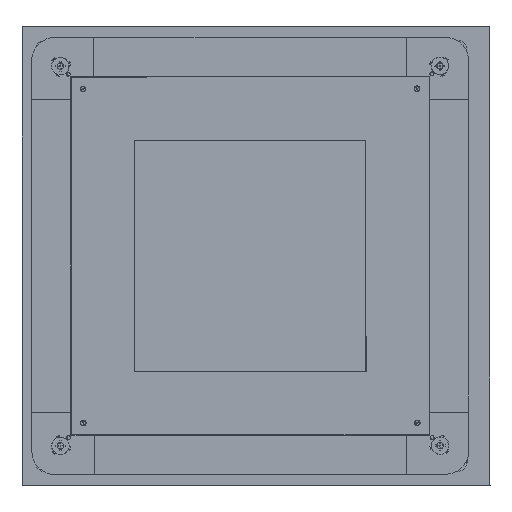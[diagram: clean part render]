
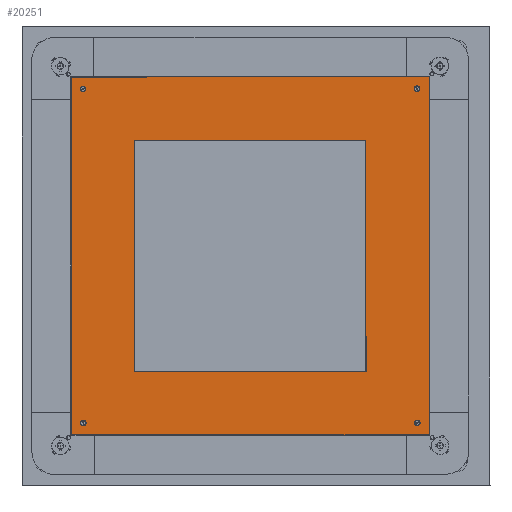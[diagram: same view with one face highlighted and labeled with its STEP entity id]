
A CAD part, top view. The second image highlights one B-rep face of the part: STEP entity #20251.
In plain terms, the highlighted face is planar.
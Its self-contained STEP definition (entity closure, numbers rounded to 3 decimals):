
#801 = ORIENTED_EDGE ( 'NONE', *, *, #2745, .T. ) ;
#1004 = CARTESIAN_POINT ( 'NONE',  ( -191.25, 0., 191.25 ) ) ;
#1143 = AXIS2_PLACEMENT_3D ( 'NONE', #64248, #34384, #4603 ) ;
#1447 = DIRECTION ( 'NONE',  ( 0., 1., 0. ) ) ;
#2234 = LINE ( 'NONE', #61521, #13908 ) ;
#2539 = DIRECTION ( 'NONE',  ( 0., 0., -1. ) ) ;
#2745 = EDGE_CURVE ( 'NONE', #41036, #56748, #45343, .T. ) ;
#3059 = CARTESIAN_POINT ( 'NONE',  ( 178.5, 0., -181.15 ) ) ;
#3135 = VERTEX_POINT ( 'NONE', #8723 ) ;
#4603 = DIRECTION ( 'NONE',  ( 0., 0., -1. ) ) ;
#4724 = ORIENTED_EDGE ( 'NONE', *, *, #27216, .F. ) ;
#4861 = VERTEX_POINT ( 'NONE', #3059 ) ;
#6442 = VERTEX_POINT ( 'NONE', #19751 ) ;
#7036 = CIRCLE ( 'NONE', #33854, 2.65 ) ;
#8007 = LINE ( 'NONE', #58459, #22828 ) ;
#8451 = ORIENTED_EDGE ( 'NONE', *, *, #20392, .F. ) ;
#8723 = CARTESIAN_POINT ( 'NONE',  ( -123.75, 0., -123.75 ) ) ;
#8744 = VECTOR ( 'NONE', #19871, 1000. ) ;
#8815 = EDGE_CURVE ( 'NONE', #34988, #41036, #62908, .T. ) ;
#10151 = ORIENTED_EDGE ( 'NONE', *, *, #34126, .F. ) ;
#10963 = ORIENTED_EDGE ( 'NONE', *, *, #19770, .F. ) ;
#11450 = CARTESIAN_POINT ( 'NONE',  ( 123.75, 0., -123.75 ) ) ;
#11527 = CARTESIAN_POINT ( 'NONE',  ( 123.75, 0., -123.75 ) ) ;
#11585 = CARTESIAN_POINT ( 'NONE',  ( -178.5, 0., 181.15 ) ) ;
#11608 = EDGE_CURVE ( 'NONE', #21430, #54715, #39965, .T. ) ;
#11614 = DIRECTION ( 'NONE',  ( 0., 0., 1. ) ) ;
#12373 = FACE_BOUND ( 'NONE', #13026, .T. ) ;
#12618 = CARTESIAN_POINT ( 'NONE',  ( -178.5, 0., 178.5 ) ) ;
#13026 = EDGE_LOOP ( 'NONE', ( #34304, #45214 ) ) ;
#13160 = CARTESIAN_POINT ( 'NONE',  ( 178.5, 0., 178.5 ) ) ;
#13849 = ORIENTED_EDGE ( 'NONE', *, *, #46550, .F. ) ;
#13908 = VECTOR ( 'NONE', #11614, 1000. ) ;
#13956 = FACE_BOUND ( 'NONE', #57392, .T. ) ;
#13977 = ORIENTED_EDGE ( 'NONE', *, *, #8815, .T. ) ;
#14138 = CARTESIAN_POINT ( 'NONE',  ( -178.5, 0., -175.85 ) ) ;
#14413 = EDGE_CURVE ( 'NONE', #3135, #21430, #2234, .T. ) ;
#14807 = CARTESIAN_POINT ( 'NONE',  ( -191.25, 0., -191.25 ) ) ;
#15670 = CARTESIAN_POINT ( 'NONE',  ( 123.75, 0., 123.75 ) ) ;
#16316 = DIRECTION ( 'NONE',  ( 0., 1., 0. ) ) ;
#17114 = LINE ( 'NONE', #11527, #30299 ) ;
#17641 = DIRECTION ( 'NONE',  ( 0., 0., -1. ) ) ;
#17827 = CIRCLE ( 'NONE', #47099, 2.65 ) ;
#17948 = EDGE_CURVE ( 'NONE', #56748, #36451, #57100, .T. ) ;
#18149 = DIRECTION ( 'NONE',  ( 0., 0., 1. ) ) ;
#19751 = CARTESIAN_POINT ( 'NONE',  ( 178.5, 0., -175.85 ) ) ;
#19770 = EDGE_CURVE ( 'NONE', #54715, #54632, #64528, .T. ) ;
#19788 = AXIS2_PLACEMENT_3D ( 'NONE', #12618, #47473, #17641 ) ;
#19871 = DIRECTION ( 'NONE',  ( 0., 0., -1. ) ) ;
#19943 = VERTEX_POINT ( 'NONE', #14138 ) ;
#20251 = ADVANCED_FACE ( 'NONE', ( #13956, #27176, #25618, #52119, #12373, #63787 ), #26484, .T. ) ;
#20392 = EDGE_CURVE ( 'NONE', #6442, #4861, #17827, .T. ) ;
#20644 = DIRECTION ( 'NONE',  ( 0., 1., 0. ) ) ;
#20906 = VERTEX_POINT ( 'NONE', #11585 ) ;
#21067 = ORIENTED_EDGE ( 'NONE', *, *, #11608, .F. ) ;
#21430 = VERTEX_POINT ( 'NONE', #36115 ) ;
#22828 = VECTOR ( 'NONE', #63447, 1000. ) ;
#23194 = VECTOR ( 'NONE', #43000, 1000. ) ;
#23429 = CIRCLE ( 'NONE', #1143, 2.65 ) ;
#24817 = DIRECTION ( 'NONE',  ( -1., 0., 0. ) ) ;
#25436 = CARTESIAN_POINT ( 'NONE',  ( -178.5, 0., 175.85 ) ) ;
#25618 = FACE_BOUND ( 'NONE', #26049, .T. ) ;
#26049 = EDGE_LOOP ( 'NONE', ( #10151, #40249 ) ) ;
#26077 = AXIS2_PLACEMENT_3D ( 'NONE', #46138, #16316, #51148 ) ;
#26484 = PLANE ( 'NONE',  #37030 ) ;
#26689 = DIRECTION ( 'NONE',  ( 0., 1., 0. ) ) ;
#27176 = FACE_BOUND ( 'NONE', #44489, .T. ) ;
#27216 = EDGE_CURVE ( 'NONE', #39979, #20906, #23429, .T. ) ;
#28203 = CARTESIAN_POINT ( 'NONE',  ( -191.25, 0., 191.25 ) ) ;
#28264 = CARTESIAN_POINT ( 'NONE',  ( 191.25, 0., 191.25 ) ) ;
#29249 = EDGE_LOOP ( 'NONE', ( #30208, #13977, #801, #54363 ) ) ;
#30208 = ORIENTED_EDGE ( 'NONE', *, *, #62474, .T. ) ;
#30293 = CIRCLE ( 'NONE', #52494, 2.65 ) ;
#30299 = VECTOR ( 'NONE', #51405, 1000. ) ;
#30560 = VECTOR ( 'NONE', #24817, 1000. ) ;
#31094 = EDGE_CURVE ( 'NONE', #4861, #6442, #62758, .T. ) ;
#31219 = CARTESIAN_POINT ( 'NONE',  ( 178.5, 0., 178.5 ) ) ;
#31468 = DIRECTION ( 'NONE',  ( 0., 0., 1. ) ) ;
#32327 = DIRECTION ( 'NONE',  ( 0., 1., 0. ) ) ;
#33854 = AXIS2_PLACEMENT_3D ( 'NONE', #31219, #1447, #36215 ) ;
#34126 = EDGE_CURVE ( 'NONE', #45943, #49771, #30293, .T. ) ;
#34304 = ORIENTED_EDGE ( 'NONE', *, *, #50588, .F. ) ;
#34384 = DIRECTION ( 'NONE',  ( 0., 1., 0. ) ) ;
#34832 = CARTESIAN_POINT ( 'NONE',  ( 191.25, 0., -191.25 ) ) ;
#34890 = AXIS2_PLACEMENT_3D ( 'NONE', #56535, #26689, #61571 ) ;
#34988 = VERTEX_POINT ( 'NONE', #1004 ) ;
#36115 = CARTESIAN_POINT ( 'NONE',  ( -123.75, 0., 123.75 ) ) ;
#36215 = DIRECTION ( 'NONE',  ( 0., 0., 1. ) ) ;
#36451 = VERTEX_POINT ( 'NONE', #53320 ) ;
#36466 = ORIENTED_EDGE ( 'NONE', *, *, #14413, .F. ) ;
#36607 = CARTESIAN_POINT ( 'NONE',  ( 191.25, 0., -191.25 ) ) ;
#36643 = CARTESIAN_POINT ( 'NONE',  ( 123.75, 0., 123.75 ) ) ;
#36834 = VECTOR ( 'NONE', #55534, 1000. ) ;
#37030 = AXIS2_PLACEMENT_3D ( 'NONE', #56333, #61369, #31468 ) ;
#37260 = CIRCLE ( 'NONE', #60726, 2.65 ) ;
#37814 = CARTESIAN_POINT ( 'NONE',  ( 123.75, 0., -123.75 ) ) ;
#39242 = EDGE_CURVE ( 'NONE', #20906, #39979, #53819, .T. ) ;
#39965 = LINE ( 'NONE', #15670, #36834 ) ;
#39979 = VERTEX_POINT ( 'NONE', #25436 ) ;
#40006 = EDGE_CURVE ( 'NONE', #47735, #19943, #37260, .T. ) ;
#40249 = ORIENTED_EDGE ( 'NONE', *, *, #46174, .F. ) ;
#41036 = VERTEX_POINT ( 'NONE', #28264 ) ;
#43000 = DIRECTION ( 'NONE',  ( 1., 0., 0. ) ) ;
#44489 = EDGE_LOOP ( 'NONE', ( #8451, #61575 ) ) ;
#45214 = ORIENTED_EDGE ( 'NONE', *, *, #40006, .F. ) ;
#45343 = LINE ( 'NONE', #34832, #8744 ) ;
#45943 = VERTEX_POINT ( 'NONE', #53958 ) ;
#46138 = CARTESIAN_POINT ( 'NONE',  ( 178.5, 0., -178.5 ) ) ;
#46174 = EDGE_CURVE ( 'NONE', #49771, #45943, #7036, .T. ) ;
#46550 = EDGE_CURVE ( 'NONE', #54632, #3135, #17114, .T. ) ;
#47099 = AXIS2_PLACEMENT_3D ( 'NONE', #62202, #32327, #2539 ) ;
#47473 = DIRECTION ( 'NONE',  ( 0., 1., 0. ) ) ;
#47735 = VERTEX_POINT ( 'NONE', #58644 ) ;
#47970 = DIRECTION ( 'NONE',  ( 0., 1., 0. ) ) ;
#48479 = CIRCLE ( 'NONE', #34890, 2.65 ) ;
#49727 = VECTOR ( 'NONE', #57689, 1000. ) ;
#49771 = VERTEX_POINT ( 'NONE', #59712 ) ;
#50465 = CARTESIAN_POINT ( 'NONE',  ( -178.5, 0., -178.5 ) ) ;
#50588 = EDGE_CURVE ( 'NONE', #19943, #47735, #48479, .T. ) ;
#51148 = DIRECTION ( 'NONE',  ( 0., 0., -1. ) ) ;
#51405 = DIRECTION ( 'NONE',  ( -1., 0., 0. ) ) ;
#52119 = FACE_BOUND ( 'NONE', #60847, .T. ) ;
#52494 = AXIS2_PLACEMENT_3D ( 'NONE', #13160, #47970, #18149 ) ;
#53320 = CARTESIAN_POINT ( 'NONE',  ( -191.25, 0., -191.25 ) ) ;
#53819 = CIRCLE ( 'NONE', #19788, 2.65 ) ;
#53958 = CARTESIAN_POINT ( 'NONE',  ( 178.5, 0., 181.15 ) ) ;
#54363 = ORIENTED_EDGE ( 'NONE', *, *, #17948, .T. ) ;
#54632 = VERTEX_POINT ( 'NONE', #11450 ) ;
#54715 = VERTEX_POINT ( 'NONE', #36643 ) ;
#55513 = DIRECTION ( 'NONE',  ( 0., 0., 1. ) ) ;
#55534 = DIRECTION ( 'NONE',  ( 1., 0., 0. ) ) ;
#56333 = CARTESIAN_POINT ( 'NONE',  ( -191.25, 0., 191.25 ) ) ;
#56535 = CARTESIAN_POINT ( 'NONE',  ( -178.5, 0., -178.5 ) ) ;
#56748 = VERTEX_POINT ( 'NONE', #36607 ) ;
#57001 = ORIENTED_EDGE ( 'NONE', *, *, #39242, .F. ) ;
#57100 = LINE ( 'NONE', #14807, #30560 ) ;
#57392 = EDGE_LOOP ( 'NONE', ( #13849, #10963, #21067, #36466 ) ) ;
#57689 = DIRECTION ( 'NONE',  ( 0., 0., -1. ) ) ;
#58459 = CARTESIAN_POINT ( 'NONE',  ( -191.25, 0., -191.25 ) ) ;
#58644 = CARTESIAN_POINT ( 'NONE',  ( -178.5, 0., -181.15 ) ) ;
#59712 = CARTESIAN_POINT ( 'NONE',  ( 178.5, 0., 175.85 ) ) ;
#60726 = AXIS2_PLACEMENT_3D ( 'NONE', #50465, #20644, #55513 ) ;
#60847 = EDGE_LOOP ( 'NONE', ( #57001, #4724 ) ) ;
#61369 = DIRECTION ( 'NONE',  ( 0., 1., 0. ) ) ;
#61521 = CARTESIAN_POINT ( 'NONE',  ( -123.75, 0., -123.75 ) ) ;
#61571 = DIRECTION ( 'NONE',  ( 0., 0., 1. ) ) ;
#61575 = ORIENTED_EDGE ( 'NONE', *, *, #31094, .F. ) ;
#62202 = CARTESIAN_POINT ( 'NONE',  ( 178.5, 0., -178.5 ) ) ;
#62474 = EDGE_CURVE ( 'NONE', #36451, #34988, #8007, .T. ) ;
#62758 = CIRCLE ( 'NONE', #26077, 2.65 ) ;
#62908 = LINE ( 'NONE', #28203, #23194 ) ;
#63447 = DIRECTION ( 'NONE',  ( 0., 0., 1. ) ) ;
#63787 = FACE_OUTER_BOUND ( 'NONE', #29249, .T. ) ;
#64248 = CARTESIAN_POINT ( 'NONE',  ( -178.5, 0., 178.5 ) ) ;
#64528 = LINE ( 'NONE', #37814, #49727 ) ;
